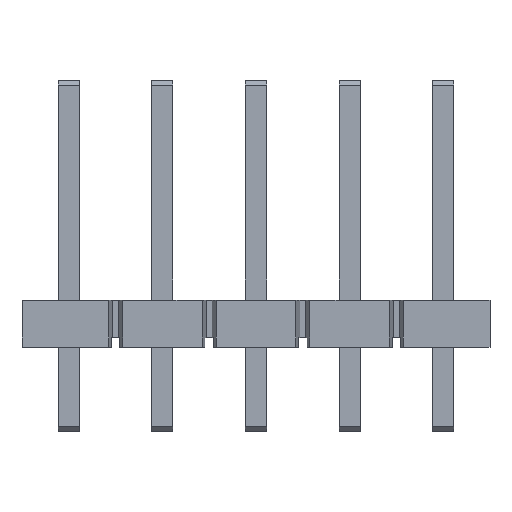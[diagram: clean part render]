
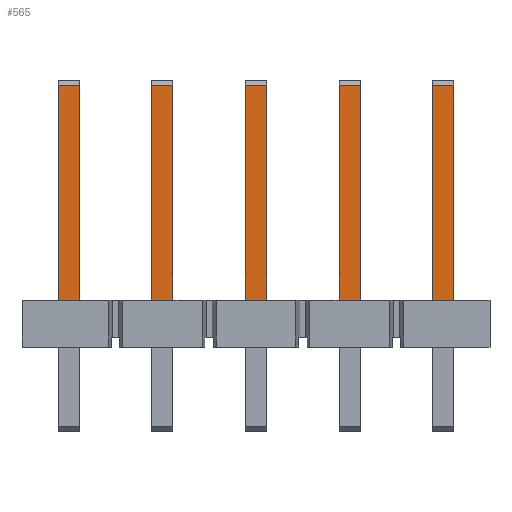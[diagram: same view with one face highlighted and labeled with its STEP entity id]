
A CAD part, top view. The second image highlights one B-rep face of the part: STEP entity #565.
In plain terms, the highlighted planar face has unit normal (0, 0, 1).
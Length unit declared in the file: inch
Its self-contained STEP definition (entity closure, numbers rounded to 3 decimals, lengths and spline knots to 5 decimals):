
#565 = ADVANCED_FACE( '', ( #1114 ), #1115, .F. );
#1114 = FACE_OUTER_BOUND( '', #1642, .T. );
#1115 = PLANE( '', #1643 );
#1642 = EDGE_LOOP( '', ( #3211, #3212, #3213, #3214, #3215, #3216, #3217, #3218, #3219, #3220, #3221, #3222, #3223, #3224, #3225, #3226, #3227, #3228, #3229, #3230 ) );
#1643 = AXIS2_PLACEMENT_3D( '', #3231, #3232, #3233 );
#3211 = ORIENTED_EDGE( '', *, *, #3615, .F. );
#3212 = ORIENTED_EDGE( '', *, *, #3274, .T. );
#3213 = ORIENTED_EDGE( '', *, *, #3580, .T. );
#3214 = ORIENTED_EDGE( '', *, *, #3333, .F. );
#3215 = ORIENTED_EDGE( '', *, *, #3703, .F. );
#3216 = ORIENTED_EDGE( '', *, *, #3800, .T. );
#3217 = ORIENTED_EDGE( '', *, *, #3762, .F. );
#3218 = ORIENTED_EDGE( '', *, *, #3714, .F. );
#3219 = ORIENTED_EDGE( '', *, *, #3759, .F. );
#3220 = ORIENTED_EDGE( '', *, *, #3852, .T. );
#3221 = ORIENTED_EDGE( '', *, *, #3389, .F. );
#3222 = ORIENTED_EDGE( '', *, *, #3395, .F. );
#3223 = ORIENTED_EDGE( '', *, *, #3834, .F. );
#3224 = ORIENTED_EDGE( '', *, *, #3685, .T. );
#3225 = ORIENTED_EDGE( '', *, *, #3824, .F. );
#3226 = ORIENTED_EDGE( '', *, *, #3832, .F. );
#3227 = ORIENTED_EDGE( '', *, *, #3602, .F. );
#3228 = ORIENTED_EDGE( '', *, *, #3749, .T. );
#3229 = ORIENTED_EDGE( '', *, *, #3379, .F. );
#3230 = ORIENTED_EDGE( '', *, *, #3747, .F. );
#3231 = CARTESIAN_POINT( '', ( 0.4225, 0.56, 0.0225 ) );
#3232 = DIRECTION( '', ( 0., 0., -1. ) );
#3233 = DIRECTION( '', ( -1., 0., 0. ) );
#3274 = EDGE_CURVE( '', #3927, #3931, #3933, .T. );
#3333 = EDGE_CURVE( '', #4036, #4031, #4038, .T. );
#3379 = EDGE_CURVE( '', #4113, #4115, #4116, .T. );
#3389 = EDGE_CURVE( '', #4128, #4130, #4131, .T. );
#3395 = EDGE_CURVE( '', #4138, #4128, #4140, .T. );
#3580 = EDGE_CURVE( '', #3931, #4031, #4435, .T. );
#3602 = EDGE_CURVE( '', #4465, #4467, #4468, .T. );
#3615 = EDGE_CURVE( '', #3927, #4487, #4488, .T. );
#3685 = EDGE_CURVE( '', #4582, #4579, #4583, .T. );
#3703 = EDGE_CURVE( '', #4607, #4036, #4608, .T. );
#3714 = EDGE_CURVE( '', #4622, #4624, #4625, .T. );
#3747 = EDGE_CURVE( '', #4487, #4113, #4666, .T. );
#3749 = EDGE_CURVE( '', #4465, #4115, #4668, .T. );
#3759 = EDGE_CURVE( '', #4679, #4622, #4681, .T. );
#3762 = EDGE_CURVE( '', #4624, #4684, #4685, .T. );
#3800 = EDGE_CURVE( '', #4607, #4684, #4724, .T. );
#3824 = EDGE_CURVE( '', #4749, #4579, #4751, .T. );
#3832 = EDGE_CURVE( '', #4467, #4749, #4759, .T. );
#3834 = EDGE_CURVE( '', #4582, #4138, #4761, .T. );
#3852 = EDGE_CURVE( '', #4679, #4130, #4779, .T. );
#3927 = VERTEX_POINT( '', #4882 );
#3931 = VERTEX_POINT( '', #4888 );
#3933 = LINE( '', #4891, #4892 );
#4031 = VERTEX_POINT( '', #5034 );
#4036 = VERTEX_POINT( '', #5041 );
#4038 = LINE( '', #5044, #5045 );
#4113 = VERTEX_POINT( '', #5154 );
#4115 = VERTEX_POINT( '', #5157 );
#4116 = LINE( '', #5158, #5159 );
#4128 = VERTEX_POINT( '', #5177 );
#4130 = VERTEX_POINT( '', #5180 );
#4131 = LINE( '', #5181, #5182 );
#4138 = VERTEX_POINT( '', #5192 );
#4140 = LINE( '', #5195, #5196 );
#4435 = LINE( '', #5645, #5646 );
#4465 = VERTEX_POINT( '', #5691 );
#4467 = VERTEX_POINT( '', #5694 );
#4468 = LINE( '', #5695, #5696 );
#4487 = VERTEX_POINT( '', #5724 );
#4488 = LINE( '', #5725, #5726 );
#4579 = VERTEX_POINT( '', #5864 );
#4582 = VERTEX_POINT( '', #5868 );
#4583 = LINE( '', #5869, #5870 );
#4607 = VERTEX_POINT( '', #5906 );
#4608 = LINE( '', #5907, #5908 );
#4622 = VERTEX_POINT( '', #5930 );
#4624 = VERTEX_POINT( '', #5933 );
#4625 = LINE( '', #5934, #5935 );
#4666 = LINE( '', #6003, #6004 );
#4668 = LINE( '', #6006, #6007 );
#4679 = VERTEX_POINT( '', #6023 );
#4681 = LINE( '', #6026, #6027 );
#4684 = VERTEX_POINT( '', #6030 );
#4685 = LINE( '', #6031, #6032 );
#4724 = LINE( '', #6089, #6090 );
#4749 = VERTEX_POINT( '', #6125 );
#4751 = LINE( '', #6128, #6129 );
#4759 = LINE( '', #6138, #6139 );
#4761 = LINE( '', #6141, #6142 );
#4779 = LINE( '', #6164, #6165 );
#4882 = CARTESIAN_POINT( '', ( -0.3775, 0.56, 0.0225 ) );
#4888 = CARTESIAN_POINT( '', ( -0.4225, 0.56, 0.0225 ) );
#4891 = CARTESIAN_POINT( '', ( 0.4225, 0.56, 0.0225 ) );
#4892 = VECTOR( '', #6207, 39.37008 );
#5034 = CARTESIAN_POINT( '', ( -0.4225, 0.07, 0.0225 ) );
#5041 = CARTESIAN_POINT( '', ( 0.4225, 0.07, 0.0225 ) );
#5044 = CARTESIAN_POINT( '', ( 0.4225, 0.07, 0.0225 ) );
#5045 = VECTOR( '', #6255, 39.37008 );
#5154 = CARTESIAN_POINT( '', ( -0.2225, 0.075, 0.0225 ) );
#5157 = CARTESIAN_POINT( '', ( -0.2225, 0.56, 0.0225 ) );
#5158 = CARTESIAN_POINT( '', ( -0.2225, 0.56, 0.0225 ) );
#5159 = VECTOR( '', #6291, 39.37008 );
#5177 = CARTESIAN_POINT( '', ( 0.1775, 0.075, 0.0225 ) );
#5180 = CARTESIAN_POINT( '', ( 0.1775, 0.56, 0.0225 ) );
#5181 = CARTESIAN_POINT( '', ( 0.1775, 0.56, 0.0225 ) );
#5182 = VECTOR( '', #6299, 39.37008 );
#5192 = CARTESIAN_POINT( '', ( 0.0225, 0.075, 0.0225 ) );
#5195 = CARTESIAN_POINT( '', ( 0.4225, 0.075, 0.0225 ) );
#5196 = VECTOR( '', #6304, 39.37008 );
#5645 = CARTESIAN_POINT( '', ( -0.4225, 0.56, 0.0225 ) );
#5646 = VECTOR( '', #6459, 39.37008 );
#5691 = CARTESIAN_POINT( '', ( -0.1775, 0.56, 0.0225 ) );
#5694 = CARTESIAN_POINT( '', ( -0.1775, 0.075, 0.0225 ) );
#5695 = CARTESIAN_POINT( '', ( -0.1775, 0.56, 0.0225 ) );
#5696 = VECTOR( '', #6476, 39.37008 );
#5724 = CARTESIAN_POINT( '', ( -0.3775, 0.075, 0.0225 ) );
#5725 = CARTESIAN_POINT( '', ( -0.3775, 0.56, 0.0225 ) );
#5726 = VECTOR( '', #6486, 39.37008 );
#5864 = CARTESIAN_POINT( '', ( -0.0225, 0.56, 0.0225 ) );
#5868 = CARTESIAN_POINT( '', ( 0.0225, 0.56, 0.0225 ) );
#5869 = CARTESIAN_POINT( '', ( 0.4225, 0.56, 0.0225 ) );
#5870 = VECTOR( '', #6535, 39.37008 );
#5906 = CARTESIAN_POINT( '', ( 0.4225, 0.56, 0.0225 ) );
#5907 = CARTESIAN_POINT( '', ( 0.4225, 0.56, 0.0225 ) );
#5908 = VECTOR( '', #6548, 39.37008 );
#5930 = CARTESIAN_POINT( '', ( 0.2225, 0.075, 0.0225 ) );
#5933 = CARTESIAN_POINT( '', ( 0.3775, 0.075, 0.0225 ) );
#5934 = CARTESIAN_POINT( '', ( 0.4225, 0.075, 0.0225 ) );
#5935 = VECTOR( '', #6558, 39.37008 );
#6003 = CARTESIAN_POINT( '', ( 0.4225, 0.075, 0.0225 ) );
#6004 = VECTOR( '', #6586, 39.37008 );
#6006 = CARTESIAN_POINT( '', ( 0.4225, 0.56, 0.0225 ) );
#6007 = VECTOR( '', #6587, 39.37008 );
#6023 = CARTESIAN_POINT( '', ( 0.2225, 0.56, 0.0225 ) );
#6026 = CARTESIAN_POINT( '', ( 0.2225, 0.56, 0.0225 ) );
#6027 = VECTOR( '', #6594, 39.37008 );
#6030 = CARTESIAN_POINT( '', ( 0.3775, 0.56, 0.0225 ) );
#6031 = CARTESIAN_POINT( '', ( 0.3775, 0.56, 0.0225 ) );
#6032 = VECTOR( '', #6595, 39.37008 );
#6089 = CARTESIAN_POINT( '', ( 0.4225, 0.56, 0.0225 ) );
#6090 = VECTOR( '', #6614, 39.37008 );
#6125 = CARTESIAN_POINT( '', ( -0.0225, 0.075, 0.0225 ) );
#6128 = CARTESIAN_POINT( '', ( -0.0225, 0.56, 0.0225 ) );
#6129 = VECTOR( '', #6626, 39.37008 );
#6138 = CARTESIAN_POINT( '', ( 0.4225, 0.075, 0.0225 ) );
#6139 = VECTOR( '', #6628, 39.37008 );
#6141 = CARTESIAN_POINT( '', ( 0.0225, 0.56, 0.0225 ) );
#6142 = VECTOR( '', #6629, 39.37008 );
#6164 = CARTESIAN_POINT( '', ( 0.4225, 0.56, 0.0225 ) );
#6165 = VECTOR( '', #6634, 39.37008 );
#6207 = DIRECTION( '', ( -1., 0., 0. ) );
#6255 = DIRECTION( '', ( -1., 0., 0. ) );
#6291 = DIRECTION( '', ( 0., 1., 0. ) );
#6299 = DIRECTION( '', ( 0., 1., 0. ) );
#6304 = DIRECTION( '', ( 1., 0., 0. ) );
#6459 = DIRECTION( '', ( 0., -1., 0. ) );
#6476 = DIRECTION( '', ( 0., -1., 0. ) );
#6486 = DIRECTION( '', ( 0., -1., 0. ) );
#6535 = DIRECTION( '', ( -1., 0., 0. ) );
#6548 = DIRECTION( '', ( 0., -1., 0. ) );
#6558 = DIRECTION( '', ( 1., 0., 0. ) );
#6586 = DIRECTION( '', ( 1., 0., 0. ) );
#6587 = DIRECTION( '', ( -1., 0., 0. ) );
#6594 = DIRECTION( '', ( 0., -1., 0. ) );
#6595 = DIRECTION( '', ( 0., 1., 0. ) );
#6614 = DIRECTION( '', ( -1., 0., 0. ) );
#6626 = DIRECTION( '', ( 0., 1., 0. ) );
#6628 = DIRECTION( '', ( 1., 0., 0. ) );
#6629 = DIRECTION( '', ( 0., -1., 0. ) );
#6634 = DIRECTION( '', ( -1., 0., 0. ) );
